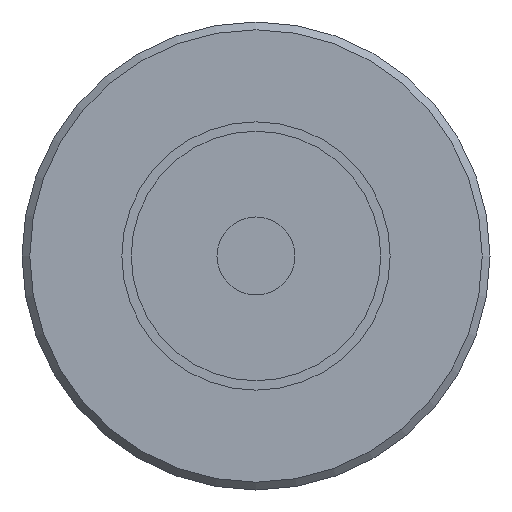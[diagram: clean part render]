
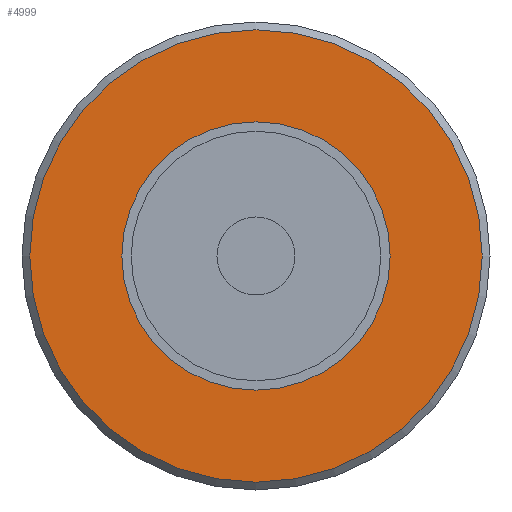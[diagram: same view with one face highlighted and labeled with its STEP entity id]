
A CAD part, front view. The second image highlights one B-rep face of the part: STEP entity #4999.
In plain terms, the highlighted planar face has unit normal (0, -1, 0).
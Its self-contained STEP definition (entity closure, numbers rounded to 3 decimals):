
#313=FACE_BOUND('',#979,.T.);
#412=PLANE('',#5527);
#683=FACE_OUTER_BOUND('',#978,.T.);
#978=EDGE_LOOP('',(#4522));
#979=EDGE_LOOP('',(#4523));
#1825=CIRCLE('',#5522,14.5);
#1829=CIRCLE('',#5528,8.6);
#2328=VERTEX_POINT('',#14046);
#2331=VERTEX_POINT('',#14057);
#3068=EDGE_CURVE('',#2328,#2328,#1825,.T.);
#3073=EDGE_CURVE('',#2331,#2331,#1829,.T.);
#4522=ORIENTED_EDGE('',*,*,#3068,.F.);
#4523=ORIENTED_EDGE('',*,*,#3073,.F.);
#4999=ADVANCED_FACE('',(#683,#313),#412,.T.);
#5522=AXIS2_PLACEMENT_3D('',#14048,#6810,#6811);
#5527=AXIS2_PLACEMENT_3D('',#14056,#6821,#6822);
#5528=AXIS2_PLACEMENT_3D('',#14058,#6823,#6824);
#6810=DIRECTION('center_axis',(0.,1.,0.));
#6811=DIRECTION('ref_axis',(-1.,0.,0.));
#6821=DIRECTION('center_axis',(0.,-1.,0.));
#6822=DIRECTION('ref_axis',(0.,0.,-1.));
#6823=DIRECTION('center_axis',(0.,-1.,0.));
#6824=DIRECTION('ref_axis',(1.,0.,0.));
#14046=CARTESIAN_POINT('',(14.5,-20.,0.));
#14048=CARTESIAN_POINT('Origin',(0.,-20.,0.));
#14056=CARTESIAN_POINT('Origin',(8.6,-20.,0.));
#14057=CARTESIAN_POINT('',(-8.6,-20.,0.));
#14058=CARTESIAN_POINT('Origin',(0.,-20.,0.));
